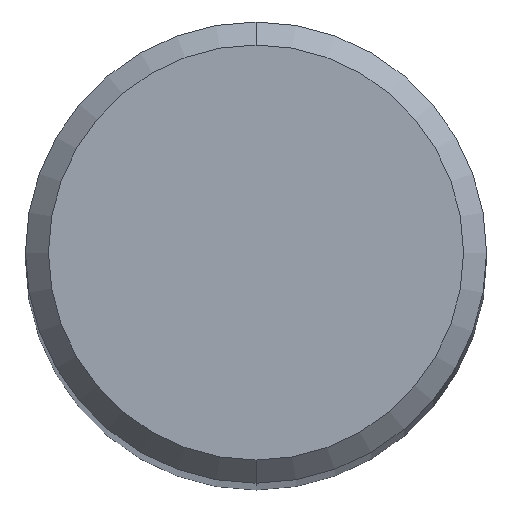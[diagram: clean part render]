
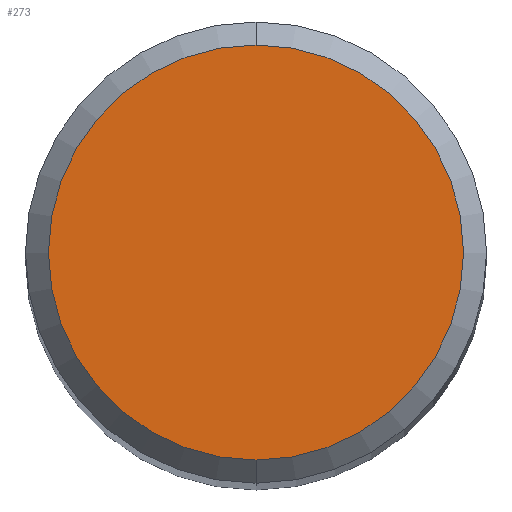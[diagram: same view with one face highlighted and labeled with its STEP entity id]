
A CAD part, top view. The second image highlights one B-rep face of the part: STEP entity #273.
In plain terms, the highlighted planar face has unit normal (0, 0, 1).
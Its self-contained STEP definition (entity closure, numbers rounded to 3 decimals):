
#211=VERTEX_POINT('',#480);
#233=EDGE_CURVE('',#211,#307,#504,.T.);
#273=ADVANCED_FACE('',(#547),#548,.T.);
#289=EDGE_CURVE('',#307,#211,#565,.T.);
#307=VERTEX_POINT('',#585);
#480=CARTESIAN_POINT('',(0.,-5.4,0.0));
#504=CIRCLE('',#831,5.4);
#547=FACE_OUTER_BOUND('',#937,.T.);
#548=PLANE('',#938);
#565=CIRCLE('',#986,5.4);
#585=CARTESIAN_POINT('',(0.0,5.4,0.0));
#831=AXIS2_PLACEMENT_3D('',#1426,#1427,#1428);
#937=EDGE_LOOP('',(#1470,#1471));
#938=AXIS2_PLACEMENT_3D('',#1472,#1473,#1474);
#986=AXIS2_PLACEMENT_3D('',#1485,#1486,#1487);
#1426=CARTESIAN_POINT('',(0.0,0.0,0.0));
#1427=DIRECTION('',(0.0,0.0,-1.0));
#1428=DIRECTION('',(0.0,1.0,0.0));
#1470=ORIENTED_EDGE('',*,*,#289,.F.);
#1471=ORIENTED_EDGE('',*,*,#233,.F.);
#1472=CARTESIAN_POINT('',(0.0,2.7,0.0));
#1473=DIRECTION('',(-0.0,0.0,1.0));
#1474=DIRECTION('',(0.0,-1.0,0.0));
#1485=CARTESIAN_POINT('',(0.0,0.0,0.0));
#1486=DIRECTION('',(0.0,0.0,-1.0));
#1487=DIRECTION('',(0.0,1.0,0.0));
